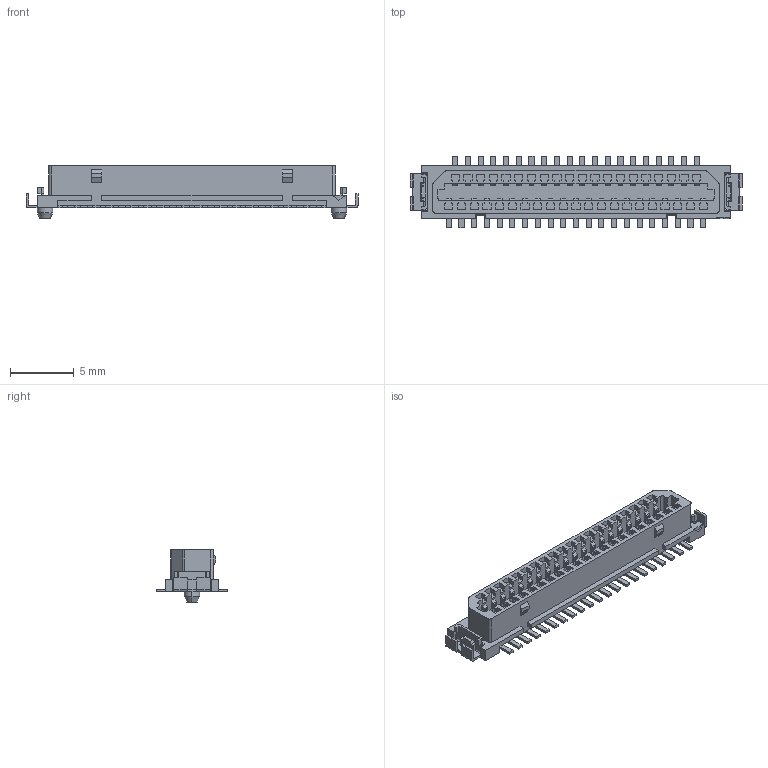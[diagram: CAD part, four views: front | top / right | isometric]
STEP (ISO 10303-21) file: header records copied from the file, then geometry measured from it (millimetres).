
FILE_DESCRIPTION(('OneSpaceDesigner STEP Export'),'2;1');
FILE_NAME('DF9-41S-1V.stp','2008-03-18T13:26:12',(''),(''),'OneSpace Designer STEP processor for AP203 (Solid Model)','OneSpace Designer 13.00 26-Oct-2004 (C) CoCreate Software GmbH','');
FILE_SCHEMA(('CONFIG_CONTROL_DESIGN'));
Length unit declared in the file: millimetre
Products named in the file (2): p1; DF9-41S-1V.stp
Assembly tree (1 placements, depth 2):
  DF9-41S-1V.stp
    p1
Bounding box: 26.1 x 5.6 x 4.1 mm (x, y, z)
Volume: 192.6 mm3; surface area: 639.5 mm2
Topology: 1 solids, 1 shells, 1302 faces, 3530 edges, 2310 vertices
Faces by surface type: plane 1090, cylinder 208, cone 4
Entity records: 39722 total; most frequent: ORIENTED_EDGE 7068, CARTESIAN_POINT 6956, DIRECTION 6264, EDGE_CURVE 3530, VECTOR 3028, LINE 3028, VERTEX_POINT 2310, AXIS2_PLACEMENT_3D 1618
